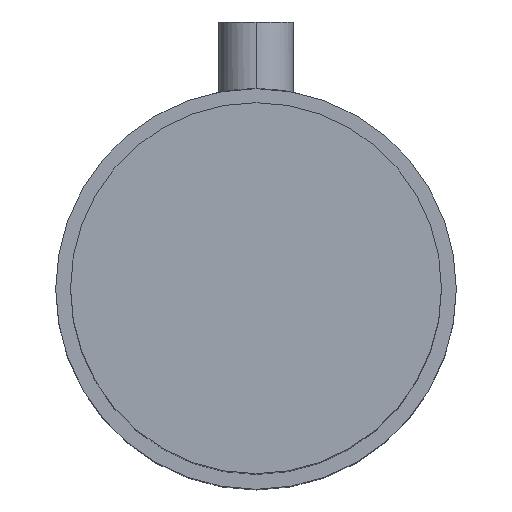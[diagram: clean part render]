
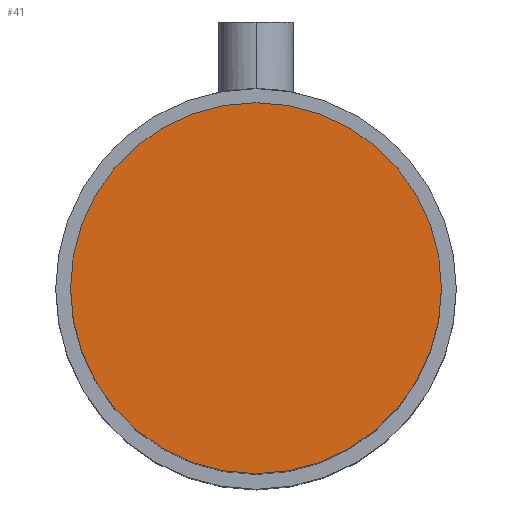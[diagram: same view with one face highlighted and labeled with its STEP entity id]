
A CAD part, top view. The second image highlights one B-rep face of the part: STEP entity #41.
In plain terms, the highlighted planar face has unit normal (0, 0, 1).
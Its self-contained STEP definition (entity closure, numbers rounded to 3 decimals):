
#41 = ADVANCED_FACE ( 'NONE', ( #266 ), #77, .T. ) ;
#70 = DIRECTION ( 'NONE',  ( 1., 0., 0. ) ) ;
#77 = PLANE ( 'NONE',  #492 ) ;
#165 = CARTESIAN_POINT ( 'NONE',  ( 0., 0., 58. ) ) ;
#212 = CARTESIAN_POINT ( 'NONE',  ( -12.5, 0., 58. ) ) ;
#266 = FACE_OUTER_BOUND ( 'NONE', #542, .T. ) ;
#271 = CIRCLE ( 'NONE', #624, 12.5 ) ;
#288 = ORIENTED_EDGE ( 'NONE', *, *, #420, .F. ) ;
#359 = CARTESIAN_POINT ( 'NONE',  ( 12.5, 0., 58. ) ) ;
#395 = DIRECTION ( 'NONE',  ( 0., 0., -1. ) ) ;
#405 = DIRECTION ( 'NONE',  ( 1., 0., 0. ) ) ;
#420 = EDGE_CURVE ( 'NONE', #536, #527, #271, .T. ) ;
#438 = CIRCLE ( 'NONE', #554, 12.5 ) ;
#492 = AXIS2_PLACEMENT_3D ( 'NONE', #509, #618, #70 ) ;
#493 = DIRECTION ( 'NONE',  ( 1., 0., 0. ) ) ;
#496 = CARTESIAN_POINT ( 'NONE',  ( 0., 0., 58. ) ) ;
#509 = CARTESIAN_POINT ( 'NONE',  ( 0., 0., 58. ) ) ;
#513 = EDGE_CURVE ( 'NONE', #527, #536, #438, .T. ) ;
#527 = VERTEX_POINT ( 'NONE', #212 ) ;
#536 = VERTEX_POINT ( 'NONE', #359 ) ;
#542 = EDGE_LOOP ( 'NONE', ( #288, #608 ) ) ;
#548 = DIRECTION ( 'NONE',  ( 0., 0., -1. ) ) ;
#554 = AXIS2_PLACEMENT_3D ( 'NONE', #165, #548, #405 ) ;
#608 = ORIENTED_EDGE ( 'NONE', *, *, #513, .F. ) ;
#618 = DIRECTION ( 'NONE',  ( 0., 0., 1. ) ) ;
#624 = AXIS2_PLACEMENT_3D ( 'NONE', #496, #395, #493 ) ;
